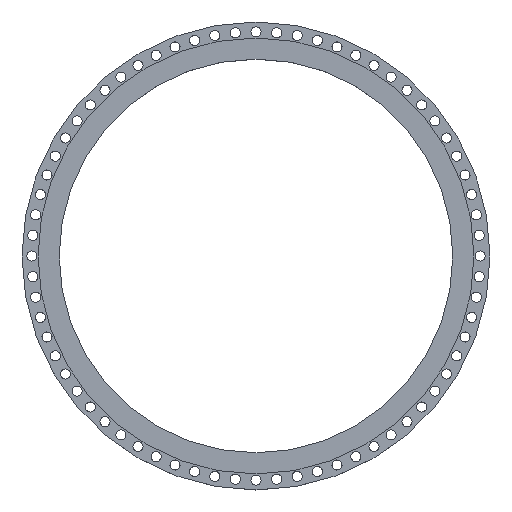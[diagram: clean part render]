
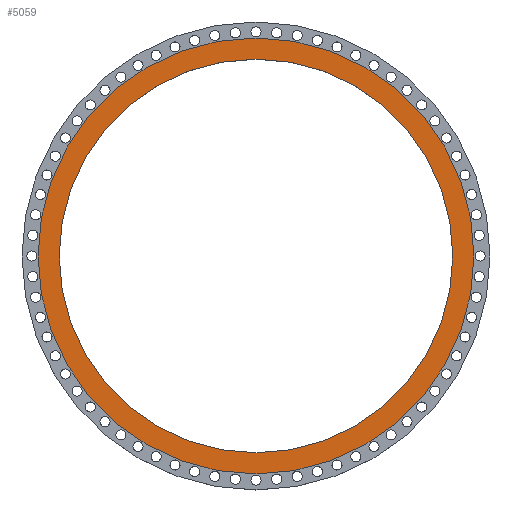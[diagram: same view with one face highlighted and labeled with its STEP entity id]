
A CAD part, top view. The second image highlights one B-rep face of the part: STEP entity #5059.
In plain terms, the highlighted planar face has unit normal (0, 0, 1).
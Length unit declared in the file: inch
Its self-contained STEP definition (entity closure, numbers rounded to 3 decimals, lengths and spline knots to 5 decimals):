
#194 = EDGE_CURVE ( 'NONE', #4785, #5439, #2256, .T. ) ;
#500 = CIRCLE ( 'NONE', #2104, 52.75 ) ;
#740 = DIRECTION ( 'NONE',  ( 1., 0., 0. ) ) ;
#775 = DIRECTION ( 'NONE',  ( 1., 0., 0. ) ) ;
#1020 = AXIS2_PLACEMENT_3D ( 'NONE', #2067, #4202, #740 ) ;
#1050 = CARTESIAN_POINT ( 'NONE',  ( -52.75, 0., 0. ) ) ;
#1120 = ORIENTED_EDGE ( 'NONE', *, *, #1916, .F. ) ;
#1180 = CARTESIAN_POINT ( 'NONE',  ( 0., 47.625, 0. ) ) ;
#1193 = CARTESIAN_POINT ( 'NONE',  ( 52.75, 0., 0. ) ) ;
#1235 = ORIENTED_EDGE ( 'NONE', *, *, #3447, .T. ) ;
#1254 = DIRECTION ( 'NONE',  ( 0., 0., 1. ) ) ;
#1423 = DIRECTION ( 'NONE',  ( 0., 0., 1. ) ) ;
#1531 = FACE_OUTER_BOUND ( 'NONE', #3922, .T. ) ;
#1916 = EDGE_CURVE ( 'NONE', #5439, #4785, #3269, .T. ) ;
#1934 = AXIS2_PLACEMENT_3D ( 'NONE', #1180, #3276, #5506 ) ;
#2049 = CARTESIAN_POINT ( 'NONE',  ( 0., 0., 0. ) ) ;
#2067 = CARTESIAN_POINT ( 'NONE',  ( 0., 0., 0. ) ) ;
#2104 = AXIS2_PLACEMENT_3D ( 'NONE', #2049, #4234, #775 ) ;
#2256 = CIRCLE ( 'NONE', #1020, 47.625 ) ;
#2303 = ORIENTED_EDGE ( 'NONE', *, *, #194, .F. ) ;
#2350 = VERTEX_POINT ( 'NONE', #1193 ) ;
#2921 = DIRECTION ( 'NONE',  ( 1., 0., 0. ) ) ;
#3269 = CIRCLE ( 'NONE', #3370, 47.625 ) ;
#3276 = DIRECTION ( 'NONE',  ( 0., 0., -1. ) ) ;
#3342 = FACE_BOUND ( 'NONE', #5006, .T. ) ;
#3370 = AXIS2_PLACEMENT_3D ( 'NONE', #3559, #1423, #3924 ) ;
#3447 = EDGE_CURVE ( 'NONE', #2350, #3771, #4558, .T. ) ;
#3559 = CARTESIAN_POINT ( 'NONE',  ( 0., 0., 0. ) ) ;
#3771 = VERTEX_POINT ( 'NONE', #1050 ) ;
#3788 = CARTESIAN_POINT ( 'NONE',  ( -47.625, 0., 0. ) ) ;
#3838 = ORIENTED_EDGE ( 'NONE', *, *, #4495, .T. ) ;
#3922 = EDGE_LOOP ( 'NONE', ( #1235, #3838 ) ) ;
#3924 = DIRECTION ( 'NONE',  ( 1., 0., 0. ) ) ;
#4202 = DIRECTION ( 'NONE',  ( 0., 0., 1. ) ) ;
#4234 = DIRECTION ( 'NONE',  ( 0., 0., 1. ) ) ;
#4495 = EDGE_CURVE ( 'NONE', #3771, #2350, #500, .T. ) ;
#4558 = CIRCLE ( 'NONE', #5100, 52.75 ) ;
#4655 = PLANE ( 'NONE',  #1934 ) ;
#4785 = VERTEX_POINT ( 'NONE', #3788 ) ;
#4939 = CARTESIAN_POINT ( 'NONE',  ( 47.625, 0., 0. ) ) ;
#5006 = EDGE_LOOP ( 'NONE', ( #1120, #2303 ) ) ;
#5059 = ADVANCED_FACE ( 'NONE', ( #3342, #1531 ), #4655, .F. ) ;
#5100 = AXIS2_PLACEMENT_3D ( 'NONE', #5436, #1254, #2921 ) ;
#5436 = CARTESIAN_POINT ( 'NONE',  ( 0., 0., 0. ) ) ;
#5439 = VERTEX_POINT ( 'NONE', #4939 ) ;
#5506 = DIRECTION ( 'NONE',  ( -1., 0., 0. ) ) ;
